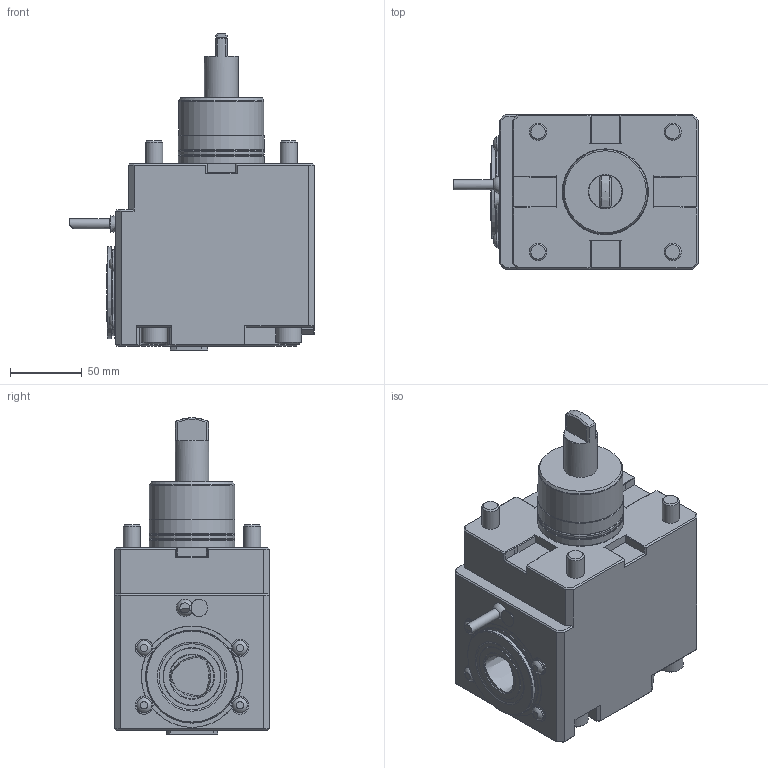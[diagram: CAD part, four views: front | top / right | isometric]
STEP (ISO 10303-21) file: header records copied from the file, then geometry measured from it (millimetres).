
FILE_DESCRIPTION(/* description */ ('Unknown'),/* implementation_level */ '2;1');
FILE_NAME(/* name */ 'C4_DNI_MS60A_I_HS_B_SIM',/* time_stamp */ '2022-01-24T10:30:56+01:00',/* author */ ('KS'),/* organization */ ('WTO'),/* preprocessor_version */ 'ST-DEVELOPER v16.7',/* originating_system */ 'DEX',/* authorisation */ $);
FILE_SCHEMA (('AUTOMOTIVE_DESIGN {1 0 10303 214 3 1 1}'));
Length unit declared in the file: millimetre
Products named in the file (1): 112771_C4-DNI-MS60A-I-HS-B_vereinfacht_STP_00443717
Bounding box: 171 x 108 x 221.4 mm (x, y, z)
Surface area: 118461.1 mm2 (no closed solid volume)
Topology: 0 solids, 1 shells, 355 faces, 858 edges, 530 vertices
Faces by surface type: plane 231, cone 63, cylinder 44, torus 6, sphere 6, bspline 5
Full cylindrical faces by diameter (mm): 2.5 x1, 6 x1, 7 x1, 10.5 x4, 12 x4, 18 x4, 23.7 x1, 59.5 x1, 59.995 x1, 60 x3, 64.4 x1
Entity records: 9868 total; most frequent: CARTESIAN_POINT 2058, DIRECTION 1576, ORIENTED_EDGE 1526, EDGE_CURVE 763, AXIS2_PLACEMENT_3D 541, VERTEX_POINT 503, LINE 494, VECTOR 494
